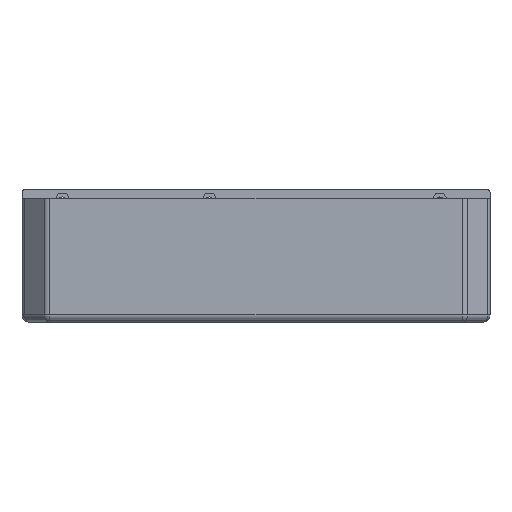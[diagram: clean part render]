
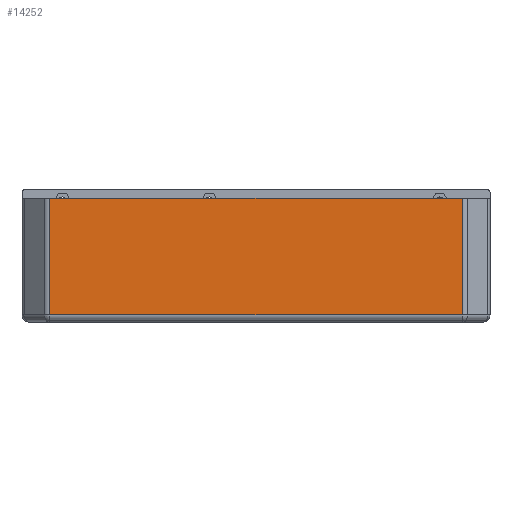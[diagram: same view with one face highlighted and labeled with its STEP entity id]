
A CAD part, left-side view. The second image highlights one B-rep face of the part: STEP entity #14252.
In plain terms, the highlighted planar face has unit normal (-1, 0, 0).
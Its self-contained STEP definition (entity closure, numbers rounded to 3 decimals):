
#119 = ORIENTED_EDGE ( 'NONE', *, *, #7555, .T. ) ;
#1136 = DIRECTION ( 'NONE',  ( 0., 1., 0. ) ) ;
#2308 = EDGE_CURVE ( 'NONE', #11879, #4488, #8999, .T. ) ;
#3115 = ORIENTED_EDGE ( 'NONE', *, *, #8159, .F. ) ;
#3467 = LINE ( 'NONE', #16270, #4199 ) ;
#3661 = DIRECTION ( 'NONE',  ( 0., 0., -1. ) ) ;
#3768 = VECTOR ( 'NONE', #3661, 1000. ) ;
#4154 = CARTESIAN_POINT ( 'NONE',  ( -120., 179.757, 48. ) ) ;
#4199 = VECTOR ( 'NONE', #13670, 1000. ) ;
#4488 = VERTEX_POINT ( 'NONE', #4786 ) ;
#4786 = CARTESIAN_POINT ( 'NONE',  ( -120., 179.757, 0.5 ) ) ;
#6082 = LINE ( 'NONE', #9757, #7829 ) ;
#6408 = CARTESIAN_POINT ( 'NONE',  ( -120., 179.757, -2.5 ) ) ;
#6744 = ORIENTED_EDGE ( 'NONE', *, *, #2308, .T. ) ;
#7514 = CARTESIAN_POINT ( 'NONE',  ( -120., 11.243, 48. ) ) ;
#7555 = EDGE_CURVE ( 'NONE', #4488, #9549, #12471, .T. ) ;
#7688 = AXIS2_PLACEMENT_3D ( 'NONE', #13778, #15207, #1136 ) ;
#7808 = CARTESIAN_POINT ( 'NONE',  ( -120., 11.243, 0.5 ) ) ;
#7829 = VECTOR ( 'NONE', #11008, 1000. ) ;
#8159 = EDGE_CURVE ( 'NONE', #11879, #15373, #6082, .T. ) ;
#8217 = EDGE_LOOP ( 'NONE', ( #119, #12108, #3115, #6744 ) ) ;
#8999 = LINE ( 'NONE', #6408, #3768 ) ;
#9549 = VERTEX_POINT ( 'NONE', #7808 ) ;
#9717 = DIRECTION ( 'NONE',  ( 0., -1., 0. ) ) ;
#9757 = CARTESIAN_POINT ( 'NONE',  ( -120., 179.757, 48. ) ) ;
#9978 = VECTOR ( 'NONE', #9717, 1000. ) ;
#11008 = DIRECTION ( 'NONE',  ( 0., -1., 0. ) ) ;
#11879 = VERTEX_POINT ( 'NONE', #4154 ) ;
#12108 = ORIENTED_EDGE ( 'NONE', *, *, #13388, .T. ) ;
#12261 = FACE_OUTER_BOUND ( 'NONE', #8217, .T. ) ;
#12471 = LINE ( 'NONE', #12563, #9978 ) ;
#12563 = CARTESIAN_POINT ( 'NONE',  ( -120., 10., 0.5 ) ) ;
#13388 = EDGE_CURVE ( 'NONE', #9549, #15373, #3467, .T. ) ;
#13670 = DIRECTION ( 'NONE',  ( 0., 0., 1. ) ) ;
#13778 = CARTESIAN_POINT ( 'NONE',  ( -120., 10., -2.5 ) ) ;
#14252 = ADVANCED_FACE ( 'NONE', ( #12261 ), #16301, .F. ) ;
#15207 = DIRECTION ( 'NONE',  ( 1., 0., 0. ) ) ;
#15373 = VERTEX_POINT ( 'NONE', #7514 ) ;
#16270 = CARTESIAN_POINT ( 'NONE',  ( -120., 11.243, -2.5 ) ) ;
#16301 = PLANE ( 'NONE',  #7688 ) ;
